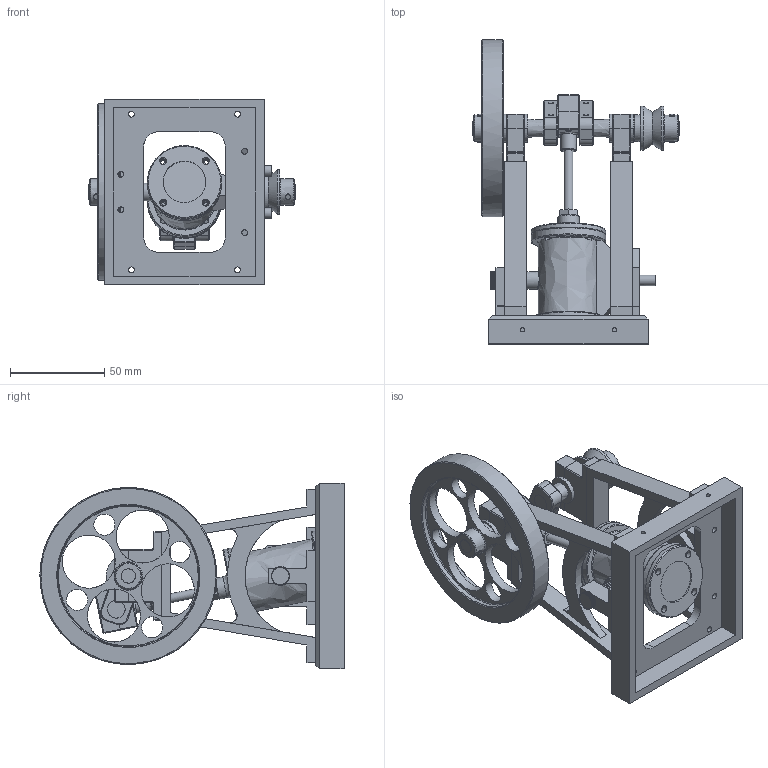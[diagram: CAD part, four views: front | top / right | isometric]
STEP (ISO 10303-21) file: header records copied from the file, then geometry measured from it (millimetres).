
FILE_DESCRIPTION(('FreeCAD Model'),'2;1');
FILE_NAME('Open CASCADE Shape Model','2025-05-07T17:14:55',('FreeCAD'),( 'FreeCAD'),'Open CASCADE STEP processor 7.6','FreeCAD','Unknown');
FILE_SCHEMA(('AUTOMOTIVE_DESIGN { 1 0 10303 214 1 1 1 1 }'));
Products named in the file (1): Open CASCADE STEP translator 7.6 1
Bounding box: 109.53 x 161.71 x 98.72 mm (x, y, z)
Volume: 200483.7 mm3; surface area: 111860.7 mm2
Topology: 41 solids, 43 shells, 857 faces, 2332 edges, 1570 vertices
Faces by surface type: bspline 857
Entity records: 34118 total; most frequent: CARTESIAN_POINT 20467, ORIENTED_EDGE 4660, EDGE_CURVE 2330, VERTEX_POINT 1570, B_SPLINE_CURVE_WITH_KNOTS 1465, FACE_BOUND 1082, EDGE_LOOP 1082, ADVANCED_FACE 857
